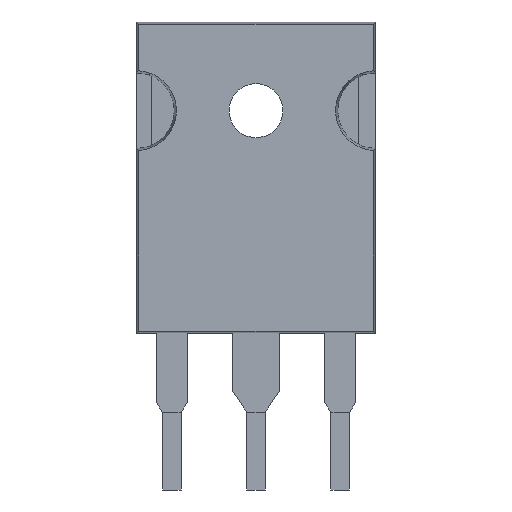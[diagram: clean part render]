
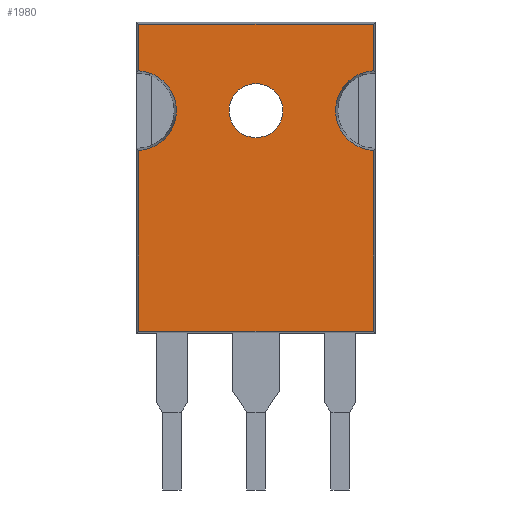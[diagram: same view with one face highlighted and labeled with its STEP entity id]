
A CAD part, front view. The second image highlights one B-rep face of the part: STEP entity #1980.
In plain terms, the highlighted planar face has unit normal (0, -1, 0).
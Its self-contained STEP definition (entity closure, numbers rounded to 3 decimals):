
#1646=CARTESIAN_POINT('',(1.75,-2.8,21.));
#1647=VERTEX_POINT('',#1646);
#1663=CARTESIAN_POINT('',(-1.75,-2.8,21.));
#1664=VERTEX_POINT('',#1663);
#1671=CARTESIAN_POINT('',(0.,-2.8,21.));
#1672=DIRECTION('',(0.0,1.0,0.0));
#1673=DIRECTION('',(1.0,0.0,0.0));
#1674=AXIS2_PLACEMENT_3D('',#1671,#1672,#1673);
#1675=CIRCLE('',#1674,1.75);
#1676=EDGE_CURVE('',#1647,#1664,#1675,.T.);
#1687=CARTESIAN_POINT('',(0.,-2.8,21.));
#1688=DIRECTION('',(0.0,1.0,0.0));
#1689=DIRECTION('',(1.0,0.0,0.0));
#1690=AXIS2_PLACEMENT_3D('',#1687,#1688,#1689);
#1691=CIRCLE('',#1690,1.75);
#1692=EDGE_CURVE('',#1664,#1647,#1691,.T.);
#1710=CARTESIAN_POINT('',(-7.61,-2.8,26.61));
#1711=VERTEX_POINT('',#1710);
#1712=CARTESIAN_POINT('',(7.61,-2.8,26.61));
#1713=VERTEX_POINT('',#1712);
#1714=CARTESIAN_POINT('',(-7.61,-2.8,26.61));
#1715=DIRECTION('',(1.0,0.0,0.0));
#1716=VECTOR('',#1715,15.22);
#1717=LINE('',#1714,#1716);
#1718=EDGE_CURVE('',#1711,#1713,#1717,.T.);
#1759=CARTESIAN_POINT('',(7.61,-2.8,23.586));
#1760=VERTEX_POINT('',#1759);
#1761=CARTESIAN_POINT('',(7.61,-2.8,26.61));
#1762=DIRECTION('',(0.0,0.0,-1.0));
#1763=VECTOR('',#1762,3.024);
#1764=LINE('',#1761,#1763);
#1765=EDGE_CURVE('',#1713,#1760,#1764,.T.);
#1782=CARTESIAN_POINT('',(7.61,-2.8,18.414));
#1783=VERTEX_POINT('',#1782);
#1784=CARTESIAN_POINT('',(7.75,-2.8,21.));
#1785=DIRECTION('',(0.0,-1.0,0.0));
#1786=DIRECTION('',(-1.0,0.0,0.0));
#1787=AXIS2_PLACEMENT_3D('',#1784,#1785,#1786);
#1788=CIRCLE('',#1787,2.59);
#1789=EDGE_CURVE('',#1760,#1783,#1788,.T.);
#1816=CARTESIAN_POINT('',(7.61,-2.8,6.69));
#1817=VERTEX_POINT('',#1816);
#1818=CARTESIAN_POINT('',(7.61,-2.8,18.414));
#1819=DIRECTION('',(0.0,0.0,-1.0));
#1820=VECTOR('',#1819,11.724);
#1821=LINE('',#1818,#1820);
#1822=EDGE_CURVE('',#1783,#1817,#1821,.T.);
#1847=CARTESIAN_POINT('',(-7.61,-2.8,6.69));
#1848=VERTEX_POINT('',#1847);
#1849=CARTESIAN_POINT('',(7.61,-2.8,6.69));
#1850=DIRECTION('',(-1.0,0.0,0.0));
#1851=VECTOR('',#1850,15.22);
#1852=LINE('',#1849,#1851);
#1853=EDGE_CURVE('',#1817,#1848,#1852,.T.);
#1887=CARTESIAN_POINT('',(-7.61,-2.8,18.414));
#1888=VERTEX_POINT('',#1887);
#1889=CARTESIAN_POINT('',(-7.61,-2.8,6.69));
#1890=DIRECTION('',(0.0,0.0,1.0));
#1891=VECTOR('',#1890,11.724);
#1892=LINE('',#1889,#1891);
#1893=EDGE_CURVE('',#1848,#1888,#1892,.T.);
#1910=CARTESIAN_POINT('',(-7.61,-2.8,23.586));
#1911=VERTEX_POINT('',#1910);
#1912=CARTESIAN_POINT('',(-7.75,-2.8,21.));
#1913=DIRECTION('',(0.0,-1.0,0.0));
#1914=DIRECTION('',(1.0,0.0,0.0));
#1915=AXIS2_PLACEMENT_3D('',#1912,#1913,#1914);
#1916=CIRCLE('',#1915,2.59);
#1917=EDGE_CURVE('',#1888,#1911,#1916,.T.);
#1944=CARTESIAN_POINT('',(-7.61,-2.8,23.586));
#1945=DIRECTION('',(0.0,0.0,1.0));
#1946=VECTOR('',#1945,3.024);
#1947=LINE('',#1944,#1946);
#1948=EDGE_CURVE('',#1911,#1711,#1947,.T.);
#1961=CARTESIAN_POINT('',(0.,-2.8,16.966));
#1962=DIRECTION('',(0.0,-1.0,0.0));
#1963=DIRECTION('',(1.0,0.0,0.0));
#1964=AXIS2_PLACEMENT_3D('',#1961,#1962,#1963);
#1965=PLANE('',#1964);
#1966=ORIENTED_EDGE('',*,*,#1718,.F.);
#1967=ORIENTED_EDGE('',*,*,#1948,.F.);
#1968=ORIENTED_EDGE('',*,*,#1917,.F.);
#1969=ORIENTED_EDGE('',*,*,#1893,.F.);
#1970=ORIENTED_EDGE('',*,*,#1853,.F.);
#1971=ORIENTED_EDGE('',*,*,#1822,.F.);
#1972=ORIENTED_EDGE('',*,*,#1789,.F.);
#1973=ORIENTED_EDGE('',*,*,#1765,.F.);
#1974=EDGE_LOOP('',(#1966,#1967,#1968,#1969,#1970,#1971,#1972,#1973));
#1975=FACE_OUTER_BOUND('',#1974,.T.);
#1976=ORIENTED_EDGE('',*,*,#1676,.T.);
#1977=ORIENTED_EDGE('',*,*,#1692,.T.);
#1978=EDGE_LOOP('',(#1976,#1977));
#1979=FACE_BOUND('',#1978,.T.);
#1980=ADVANCED_FACE('',(#1975,#1979),#1965,.T.);
